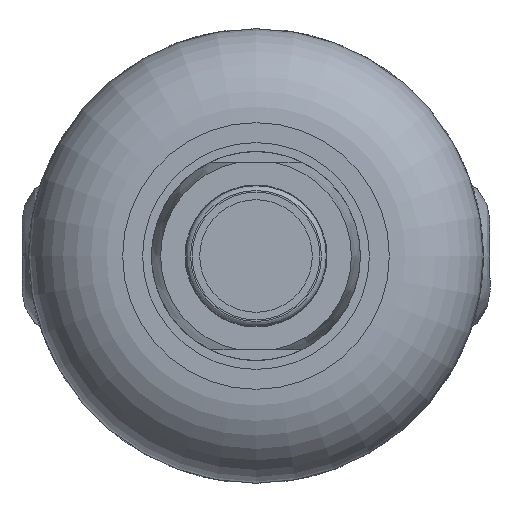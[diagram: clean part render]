
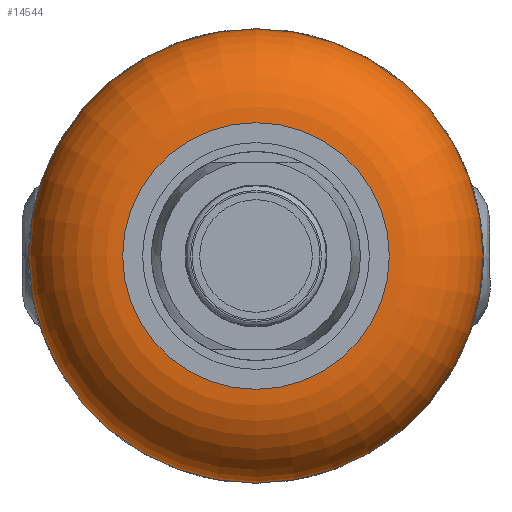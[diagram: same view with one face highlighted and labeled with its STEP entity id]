
A CAD part, front view. The second image highlights one B-rep face of the part: STEP entity #14544.
In plain terms, the highlighted toroidal (fillet/blend) face has major radius 4.508 mm and minor radius 3.175 mm.
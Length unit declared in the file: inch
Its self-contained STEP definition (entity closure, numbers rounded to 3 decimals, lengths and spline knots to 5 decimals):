
#2349=TOROIDAL_SURFACE('',#15775,0.1775,0.125);
#3315=FACE_BOUND('',#5040,.T.);
#4130=FACE_OUTER_BOUND('',#5039,.T.);
#5039=EDGE_LOOP('',(#12338));
#5040=EDGE_LOOP('',(#12339));
#5565=CIRCLE('',#15290,0.1775);
#5683=CIRCLE('',#15776,0.3025);
#6517=VERTEX_POINT('',#24898);
#6983=VERTEX_POINT('',#26732);
#8212=EDGE_CURVE('',#6517,#6517,#5565,.T.);
#8900=EDGE_CURVE('',#6983,#6983,#5683,.T.);
#12338=ORIENTED_EDGE('',*,*,#8212,.T.);
#12339=ORIENTED_EDGE('',*,*,#8900,.T.);
#14544=ADVANCED_FACE('',(#4130,#3315),#2349,.T.);
#15290=AXIS2_PLACEMENT_3D('',#24899,#17758,#17759);
#15775=AXIS2_PLACEMENT_3D('',#26731,#19150,#19151);
#15776=AXIS2_PLACEMENT_3D('',#26733,#19152,#19153);
#17758=DIRECTION('center_axis',(0.,1.,0.));
#17759=DIRECTION('ref_axis',(-1.,0.,0.));
#19150=DIRECTION('center_axis',(0.,1.,0.));
#19151=DIRECTION('ref_axis',(0.,0.,1.));
#19152=DIRECTION('center_axis',(0.,-1.,0.));
#19153=DIRECTION('ref_axis',(-1.,0.,0.));
#24898=CARTESIAN_POINT('',(11.88626,18.7105,-11.35814));
#24899=CARTESIAN_POINT('Origin',(11.70876,18.7105,-11.35814));
#26731=CARTESIAN_POINT('Origin',(11.70876,18.8355,-11.35814));
#26732=CARTESIAN_POINT('',(11.70876,18.8355,-11.66064));
#26733=CARTESIAN_POINT('Origin',(11.70876,18.8355,-11.35814));
